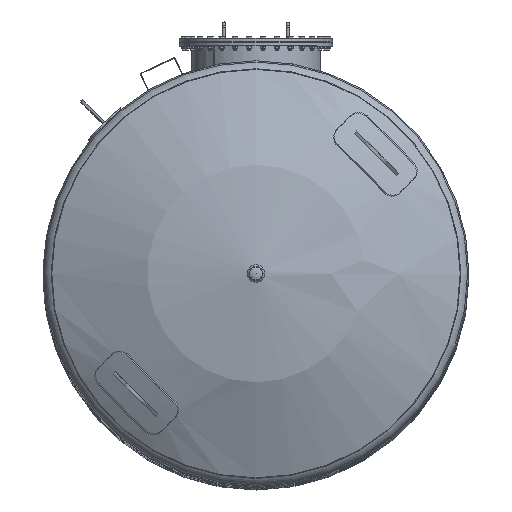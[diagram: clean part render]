
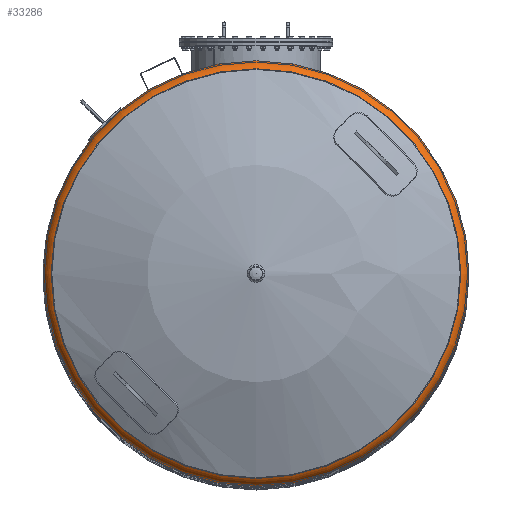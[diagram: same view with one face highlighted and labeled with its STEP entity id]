
A CAD part, top view. The second image highlights one B-rep face of the part: STEP entity #33286.
In plain terms, the highlighted toroidal (fillet/blend) face has major radius 927.333 mm and minor radius 72.667 mm.
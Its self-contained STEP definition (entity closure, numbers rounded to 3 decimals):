
#33255=CARTESIAN_POINT('',(962.188,0.0,9384.762));
#33256=VERTEX_POINT('',#33255);
#33257=CARTESIAN_POINT('',(0.,0.0,9384.762));
#33258=DIRECTION('',(0.0,0.0,-1.0));
#33259=DIRECTION('',(1.0,0.0,0.0));
#33260=AXIS2_PLACEMENT_3D('',#33257,#33258,#33259);
#33261=CIRCLE('',#33260,962.188);
#33262=EDGE_CURVE('',#33256,#33256,#33261,.T.);
#33267=CARTESIAN_POINT('',(0.0,0.0,9321.0));
#33268=DIRECTION('',(0.,0.0,-1.0));
#33269=DIRECTION('',(0.0,1.0,0.0));
#33270=AXIS2_PLACEMENT_3D('',#33267,#33268,#33269);
#33271=TOROIDAL_SURFACE('',#33270,927.333,72.667);
#33272=CARTESIAN_POINT('',(1000.0,0.0,9321.0));
#33273=VERTEX_POINT('',#33272);
#33274=CARTESIAN_POINT('',(0.,0.0,9321.0));
#33275=DIRECTION('',(0.0,0.0,-1.0));
#33276=DIRECTION('',(1.0,0.0,0.0));
#33277=AXIS2_PLACEMENT_3D('',#33274,#33275,#33276);
#33278=CIRCLE('',#33277,1000.0);
#33279=EDGE_CURVE('',#33273,#33273,#33278,.T.);
#33280=ORIENTED_EDGE('',*,*,#33279,.F.);
#33281=EDGE_LOOP('',(#33280));
#33282=FACE_OUTER_BOUND('',#33281,.T.);
#33283=ORIENTED_EDGE('',*,*,#33262,.T.);
#33284=EDGE_LOOP('',(#33283));
#33285=FACE_BOUND('',#33284,.T.);
#33286=ADVANCED_FACE('',(#33282,#33285),#33271,.T.);
